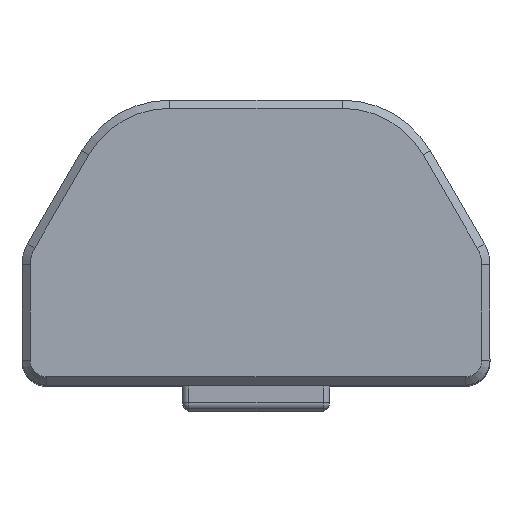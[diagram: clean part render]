
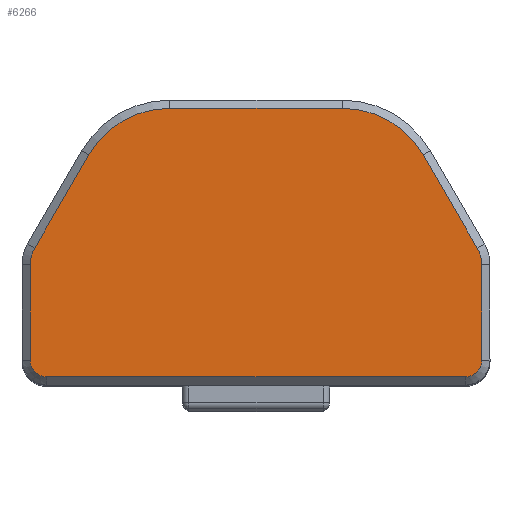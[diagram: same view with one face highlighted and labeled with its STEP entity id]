
A CAD part, top view. The second image highlights one B-rep face of the part: STEP entity #6266.
In plain terms, the highlighted planar face has unit normal (0, 0, 1).
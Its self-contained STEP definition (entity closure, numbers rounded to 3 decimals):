
#231=CIRCLE('',#6748,11.35);
#233=CIRCLE('',#6752,11.35);
#235=CIRCLE('',#6756,4.);
#237=CIRCLE('',#6760,2.);
#239=CIRCLE('',#6764,2.);
#241=CIRCLE('',#6768,4.);
#637=FACE_OUTER_BOUND('',#987,.T.);
#987=EDGE_LOOP('',(#5286,#5287,#5288,#5289,#5290,#5291,#5292,#5293,#5294,
#5295,#5296,#5297));
#1592=LINE('',#10268,#2281);
#1596=LINE('',#10280,#2285);
#1600=LINE('',#10292,#2289);
#1602=LINE('',#10301,#2291);
#1606=LINE('',#10313,#2295);
#1612=LINE('',#10328,#2301);
#2281=VECTOR('',#8150,10.);
#2285=VECTOR('',#8162,10.);
#2289=VECTOR('',#8174,10.);
#2291=VECTOR('',#8184,10.);
#2295=VECTOR('',#8196,10.);
#2301=VECTOR('',#8210,10.);
#2901=VERTEX_POINT('',#10261);
#2904=VERTEX_POINT('',#10266);
#2905=VERTEX_POINT('',#10270);
#2907=VERTEX_POINT('',#10276);
#2909=VERTEX_POINT('',#10282);
#2911=VERTEX_POINT('',#10288);
#2913=VERTEX_POINT('',#10294);
#2915=VERTEX_POINT('',#10300);
#2917=VERTEX_POINT('',#10306);
#2919=VERTEX_POINT('',#10312);
#2921=VERTEX_POINT('',#10318);
#2923=VERTEX_POINT('',#10324);
#3704=EDGE_CURVE('',#2904,#2901,#1592,.T.);
#3705=EDGE_CURVE('',#2901,#2905,#231,.T.);
#3710=EDGE_CURVE('',#2905,#2907,#1596,.T.);
#3711=EDGE_CURVE('',#2907,#2909,#233,.T.);
#3716=EDGE_CURVE('',#2909,#2911,#1600,.T.);
#3717=EDGE_CURVE('',#2911,#2913,#235,.T.);
#3720=EDGE_CURVE('',#2913,#2915,#1602,.T.);
#3723=EDGE_CURVE('',#2915,#2917,#237,.T.);
#3726=EDGE_CURVE('',#2917,#2919,#1606,.T.);
#3729=EDGE_CURVE('',#2919,#2921,#239,.T.);
#3734=EDGE_CURVE('',#2921,#2923,#1612,.T.);
#3735=EDGE_CURVE('',#2923,#2904,#241,.T.);
#5286=ORIENTED_EDGE('',*,*,#3704,.F.);
#5287=ORIENTED_EDGE('',*,*,#3735,.F.);
#5288=ORIENTED_EDGE('',*,*,#3734,.F.);
#5289=ORIENTED_EDGE('',*,*,#3729,.F.);
#5290=ORIENTED_EDGE('',*,*,#3726,.F.);
#5291=ORIENTED_EDGE('',*,*,#3723,.F.);
#5292=ORIENTED_EDGE('',*,*,#3720,.F.);
#5293=ORIENTED_EDGE('',*,*,#3717,.F.);
#5294=ORIENTED_EDGE('',*,*,#3716,.F.);
#5295=ORIENTED_EDGE('',*,*,#3711,.F.);
#5296=ORIENTED_EDGE('',*,*,#3710,.F.);
#5297=ORIENTED_EDGE('',*,*,#3705,.F.);
#5958=PLANE('',#6784);
#6266=ADVANCED_FACE('',(#637),#5958,.T.);
#6748=AXIS2_PLACEMENT_3D('',#10271,#8153,#8154);
#6752=AXIS2_PLACEMENT_3D('',#10283,#8165,#8166);
#6756=AXIS2_PLACEMENT_3D('',#10295,#8177,#8178);
#6760=AXIS2_PLACEMENT_3D('',#10307,#8189,#8190);
#6764=AXIS2_PLACEMENT_3D('',#10319,#8201,#8202);
#6768=AXIS2_PLACEMENT_3D('',#10330,#8213,#8214);
#6784=AXIS2_PLACEMENT_3D('',#10471,#8259,#8260);
#8150=DIRECTION('',(0.503,0.864,0.));
#8153=DIRECTION('center_axis',(0.,0.,-1.));
#8154=DIRECTION('ref_axis',(0.,1.,0.));
#8162=DIRECTION('',(1.,0.,0.));
#8165=DIRECTION('center_axis',(0.,0.,-1.));
#8166=DIRECTION('ref_axis',(0.864,0.503,0.));
#8174=DIRECTION('',(0.503,-0.864,0.));
#8177=DIRECTION('center_axis',(0.,0.,-1.));
#8178=DIRECTION('ref_axis',(1.,0.,0.));
#8184=DIRECTION('',(0.,-1.,0.));
#8189=DIRECTION('center_axis',(0.,0.,-1.));
#8190=DIRECTION('ref_axis',(0.,-1.,0.));
#8196=DIRECTION('',(-1.,0.,0.));
#8201=DIRECTION('center_axis',(0.,0.,-1.));
#8202=DIRECTION('ref_axis',(-1.,0.,0.));
#8210=DIRECTION('',(0.,1.,0.));
#8213=DIRECTION('center_axis',(0.,0.,-1.));
#8214=DIRECTION('ref_axis',(-0.864,0.503,0.));
#8259=DIRECTION('center_axis',(0.,0.,1.));
#8260=DIRECTION('ref_axis',(-1.,0.,0.));
#10261=CARTESIAN_POINT('',(-9.812,5.706,89.2));
#10266=CARTESIAN_POINT('',(-16.408,-5.637,89.2));
#10268=CARTESIAN_POINT('',(-15.564,-4.186,89.2));
#10270=CARTESIAN_POINT('',(0.,11.35,89.2));
#10271=CARTESIAN_POINT('Origin',(0.,0.,
89.2));
#10276=CARTESIAN_POINT('',(21.,11.35,89.2));
#10280=CARTESIAN_POINT('',(5.25,11.35,89.2));
#10282=CARTESIAN_POINT('',(30.812,5.706,89.2));
#10283=CARTESIAN_POINT('Origin',(21.,0.,89.2));
#10288=CARTESIAN_POINT('',(37.408,-5.637,89.2));
#10292=CARTESIAN_POINT('',(33.266,1.486,89.2));
#10294=CARTESIAN_POINT('',(37.95,-7.648,89.2));
#10295=CARTESIAN_POINT('Origin',(33.95,-7.648,89.2));
#10300=CARTESIAN_POINT('',(37.95,-19.3,89.2));
#10301=CARTESIAN_POINT('',(37.95,-18.35,89.2));
#10306=CARTESIAN_POINT('',(35.95,-21.3,89.2));
#10307=CARTESIAN_POINT('Origin',(35.95,-19.3,89.2));
#10312=CARTESIAN_POINT('',(-14.95,-21.3,89.2));
#10313=CARTESIAN_POINT('',(-2.225,-21.3,89.2));
#10318=CARTESIAN_POINT('',(-16.95,-19.3,89.2));
#10319=CARTESIAN_POINT('Origin',(-14.95,-19.3,89.2));
#10324=CARTESIAN_POINT('',(-16.95,-7.648,89.2));
#10328=CARTESIAN_POINT('',(-16.95,-14.95,89.2));
#10330=CARTESIAN_POINT('Origin',(-12.95,-7.648,89.2));
#10471=CARTESIAN_POINT('Origin',(10.5,-17.4,89.2));
